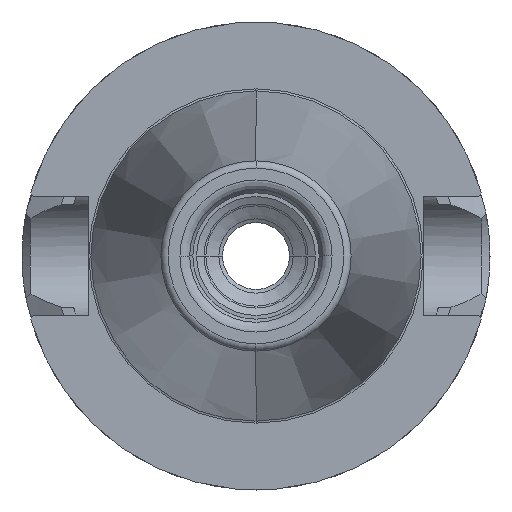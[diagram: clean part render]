
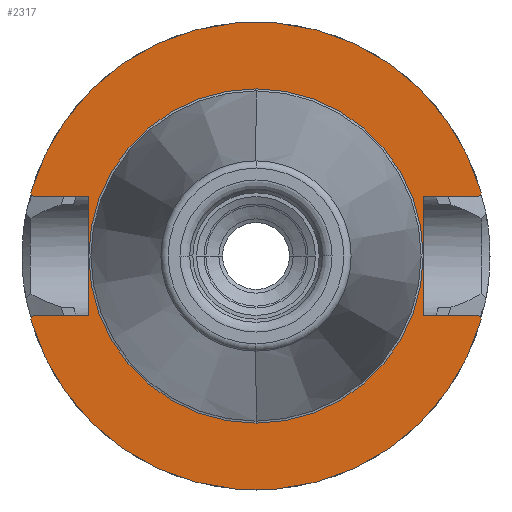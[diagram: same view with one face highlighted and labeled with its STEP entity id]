
A CAD part, left-side view. The second image highlights one B-rep face of the part: STEP entity #2317.
In plain terms, the highlighted planar face has unit normal (-1, 0, 0).
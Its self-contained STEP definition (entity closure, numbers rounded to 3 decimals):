
#703=CARTESIAN_POINT('',(2.,0.,0.));
#704=DIRECTION('',(-1.,0.,0.));
#705=DIRECTION('',(0.,0.963,-0.269));
#706=AXIS2_PLACEMENT_3D('',#703,#704,#705);
#712=CARTESIAN_POINT('',(2.,0.,0.));
#713=DIRECTION('',(-1.,0.,0.));
#714=DIRECTION('',(0.,-0.963,0.269));
#715=AXIS2_PLACEMENT_3D('',#712,#713,#714);
#841=CARTESIAN_POINT('',(2.,0.,0.));
#842=DIRECTION('',(1.,0.,0.));
#843=DIRECTION('',(0.,0.,1.));
#844=AXIS2_PLACEMENT_3D('',#841,#842,#843);
#846=CARTESIAN_POINT('',(2.,0.,0.));
#847=DIRECTION('',(1.,0.,0.));
#848=DIRECTION('',(0.,0.,-1.));
#849=AXIS2_PLACEMENT_3D('',#846,#847,#848);
#851=DIRECTION('',(0.,0.,-1.));
#852=VECTOR('',#851,16.1);
#853=CARTESIAN_POINT('',(2.,-22.6,8.05));
#854=LINE('',#853,#852);
#855=DIRECTION('',(0.,1.,0.));
#856=VECTOR('',#855,7.3);
#857=CARTESIAN_POINT('',(2.,-29.9,-8.05));
#858=LINE('',#857,#856);
#859=DIRECTION('',(0.,0.707,0.707));
#860=VECTOR('',#859,0.616);
#861=CARTESIAN_POINT('',(2.,-30.336,-8.486));
#862=LINE('',#861,#860);
#863=DIRECTION('',(0.,-0.707,0.707));
#864=VECTOR('',#863,0.616);
#865=CARTESIAN_POINT('',(2.,30.336,-8.486));
#866=LINE('',#865,#864);
#867=DIRECTION('',(0.,-1.,0.));
#868=VECTOR('',#867,7.3);
#869=CARTESIAN_POINT('',(2.,29.9,-8.05));
#870=LINE('',#869,#868);
#871=DIRECTION('',(0.,0.,-1.));
#872=VECTOR('',#871,16.1);
#873=CARTESIAN_POINT('',(2.,22.6,8.05));
#874=LINE('',#873,#872);
#875=DIRECTION('',(0.,-1.,0.));
#876=VECTOR('',#875,7.3);
#877=CARTESIAN_POINT('',(2.,29.9,8.05));
#878=LINE('',#877,#876);
#879=DIRECTION('',(0.,-0.707,-0.707));
#880=VECTOR('',#879,0.616);
#881=CARTESIAN_POINT('',(2.,30.336,8.486));
#882=LINE('',#881,#880);
#883=DIRECTION('',(0.,0.707,-0.707));
#884=VECTOR('',#883,0.616);
#885=CARTESIAN_POINT('',(2.,-30.336,8.486));
#886=LINE('',#885,#884);
#887=DIRECTION('',(0.,1.,0.));
#888=VECTOR('',#887,7.3);
#889=CARTESIAN_POINT('',(2.,-29.9,8.05));
#890=LINE('',#889,#888);
#998=CARTESIAN_POINT('',(2.,22.6,8.05));
#999=CARTESIAN_POINT('',(2.,22.6,-8.05));
#1000=VERTEX_POINT('',#998);
#1001=VERTEX_POINT('',#999);
#1074=CARTESIAN_POINT('',(2.,0.,22.5));
#1075=CARTESIAN_POINT('',(2.,0.,-22.5));
#1076=VERTEX_POINT('',#1074);
#1077=VERTEX_POINT('',#1075);
#1110=CARTESIAN_POINT('',(2.,29.9,8.05));
#1111=VERTEX_POINT('',#1110);
#1112=CARTESIAN_POINT('',(2.,29.9,-8.05));
#1113=VERTEX_POINT('',#1112);
#1114=CARTESIAN_POINT('',(2.,30.336,8.486));
#1115=VERTEX_POINT('',#1114);
#1116=CARTESIAN_POINT('',(2.,30.336,-8.486));
#1117=VERTEX_POINT('',#1116);
#1119=CARTESIAN_POINT('',(2.,-30.336,8.486));
#1121=VERTEX_POINT('',#1119);
#1123=CARTESIAN_POINT('',(2.,-30.336,-8.486));
#1125=VERTEX_POINT('',#1123);
#1126=CARTESIAN_POINT('',(2.,-22.6,8.05));
#1127=CARTESIAN_POINT('',(2.,-22.6,-8.05));
#1128=VERTEX_POINT('',#1126);
#1129=VERTEX_POINT('',#1127);
#1130=CARTESIAN_POINT('',(2.,-29.9,8.05));
#1131=VERTEX_POINT('',#1130);
#1132=CARTESIAN_POINT('',(2.,-29.9,-8.05));
#1133=VERTEX_POINT('',#1132);
#2286=CARTESIAN_POINT('',(2.,0.,0.));
#2287=DIRECTION('',(-1.,0.,0.));
#2288=DIRECTION('',(0.,0.,-1.));
#2289=AXIS2_PLACEMENT_3D('',#2286,#2287,#2288);
#2290=PLANE('',#2289);
#2291=ORIENTED_EDGE('',*,*,#2280,.T.);
#2292=ORIENTED_EDGE('',*,*,#2052,.F.);
#2293=ORIENTED_EDGE('',*,*,#2213,.F.);
#2294=ORIENTED_EDGE('',*,*,#2168,.F.);
#2296=ORIENTED_EDGE('',*,*,#2295,.T.);
#2298=ORIENTED_EDGE('',*,*,#2297,.T.);
#2300=ORIENTED_EDGE('',*,*,#2299,.F.);
#2302=ORIENTED_EDGE('',*,*,#2301,.F.);
#2304=ORIENTED_EDGE('',*,*,#2303,.F.);
#2305=ORIENTED_EDGE('',*,*,#2180,.F.);
#2307=ORIENTED_EDGE('',*,*,#2306,.T.);
#2308=ORIENTED_EDGE('',*,*,#2262,.T.);
#2309=EDGE_LOOP('',(#2291,#2292,#2293,#2294,#2296,#2298,#2300,#2302,#2304,#2305,
#2307,#2308));
#2310=FACE_OUTER_BOUND('',#2309,.F.);
#2312=ORIENTED_EDGE('',*,*,#2311,.F.);
#2314=ORIENTED_EDGE('',*,*,#2313,.F.);
#2315=EDGE_LOOP('',(#2312,#2314));
#2316=FACE_BOUND('',#2315,.F.);
#2317=ADVANCED_FACE('',(#2310,#2316),#2290,.T.);
#707=CIRCLE('',#706,31.5);
#716=CIRCLE('',#715,31.5);
#845=CIRCLE('',#844,22.5);
#850=CIRCLE('',#849,22.5);
#2052=EDGE_CURVE('',#1133,#1129,#858,.T.);
#2168=EDGE_CURVE('',#1117,#1125,#707,.T.);
#2180=EDGE_CURVE('',#1121,#1115,#716,.T.);
#2213=EDGE_CURVE('',#1125,#1133,#862,.T.);
#2262=EDGE_CURVE('',#1131,#1128,#890,.T.);
#2280=EDGE_CURVE('',#1128,#1129,#854,.T.);
#2295=EDGE_CURVE('',#1117,#1113,#866,.T.);
#2297=EDGE_CURVE('',#1113,#1001,#870,.T.);
#2299=EDGE_CURVE('',#1000,#1001,#874,.T.);
#2301=EDGE_CURVE('',#1111,#1000,#878,.T.);
#2303=EDGE_CURVE('',#1115,#1111,#882,.T.);
#2306=EDGE_CURVE('',#1121,#1131,#886,.T.);
#2311=EDGE_CURVE('',#1076,#1077,#845,.T.);
#2313=EDGE_CURVE('',#1077,#1076,#850,.T.);
